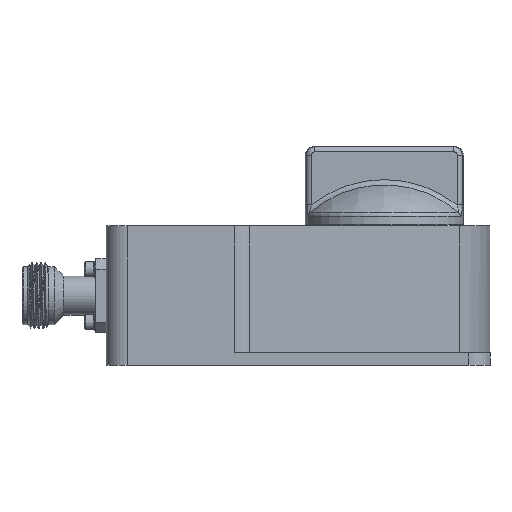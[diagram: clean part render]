
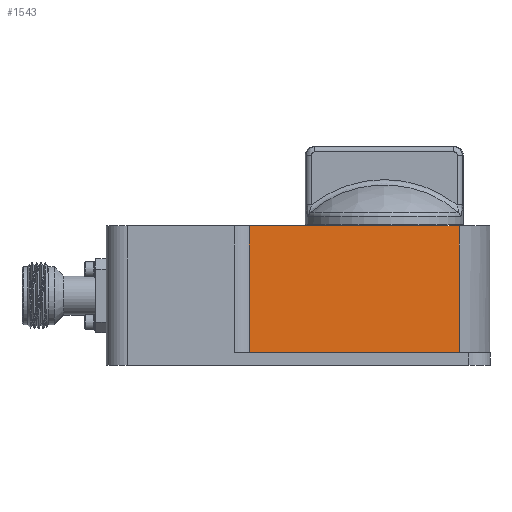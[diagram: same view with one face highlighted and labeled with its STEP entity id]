
A CAD part, left-side view. The second image highlights one B-rep face of the part: STEP entity #1543.
In plain terms, the highlighted planar face has unit normal (-0.707, -0.707, 0).
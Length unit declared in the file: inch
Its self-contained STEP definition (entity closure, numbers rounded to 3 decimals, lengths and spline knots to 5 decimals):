
#442 = VECTOR ( 'NONE', #7482, 39.37008 ) ;
#805 = ORIENTED_EDGE ( 'NONE', *, *, #27626, .T. ) ;
#1543 = ADVANCED_FACE ( 'NONE', ( #43074 ), #33880, .F. ) ;
#4679 = VERTEX_POINT ( 'NONE', #40003 ) ;
#5899 = VERTEX_POINT ( 'NONE', #15322 ) ;
#7482 = DIRECTION ( 'NONE',  ( -0.707, 0.707, 0. ) ) ;
#7676 = AXIS2_PLACEMENT_3D ( 'NONE', #41112, #19624, #44717 ) ;
#14393 = LINE ( 'NONE', #28782, #442 ) ;
#15322 = CARTESIAN_POINT ( 'NONE',  ( -0.70711, -1.52211, -1.2 ) ) ;
#19624 = DIRECTION ( 'NONE',  ( 0.707, 0.707, 0. ) ) ;
#21212 = CARTESIAN_POINT ( 'NONE',  ( -0.70711, -1.52211, -9.31383 ) ) ;
#22787 = VERTEX_POINT ( 'NONE', #24872 ) ;
#23770 = VERTEX_POINT ( 'NONE', #23804 ) ;
#23804 = CARTESIAN_POINT ( 'NONE',  ( -2.69142, 0.46221, 0. ) ) ;
#24112 = VECTOR ( 'NONE', #42820, 39.37008 ) ;
#24801 = CARTESIAN_POINT ( 'NONE',  ( -2.69142, 0.46221, -1.2 ) ) ;
#24872 = CARTESIAN_POINT ( 'NONE',  ( -0.70711, -1.52211, 0. ) ) ;
#25536 = EDGE_CURVE ( 'NONE', #5899, #4679, #38162, .T. ) ;
#27626 = EDGE_CURVE ( 'NONE', #22787, #23770, #14393, .T. ) ;
#27699 = ORIENTED_EDGE ( 'NONE', *, *, #25536, .F. ) ;
#27928 = DIRECTION ( 'NONE',  ( 0., 0., -1. ) ) ;
#28042 = VECTOR ( 'NONE', #27928, 39.37008 ) ;
#28543 = ORIENTED_EDGE ( 'NONE', *, *, #45910, .T. ) ;
#28782 = CARTESIAN_POINT ( 'NONE',  ( -1.11461, -1.11461, 0. ) ) ;
#31986 = DIRECTION ( 'NONE',  ( 0., 0., 1. ) ) ;
#32299 = CARTESIAN_POINT ( 'NONE',  ( -1.11461, -1.11461, -1.2 ) ) ;
#33880 = PLANE ( 'NONE',  #7676 ) ;
#34845 = LINE ( 'NONE', #21212, #38802 ) ;
#36845 = EDGE_CURVE ( 'NONE', #5899, #22787, #34845, .T. ) ;
#37047 = EDGE_LOOP ( 'NONE', ( #805, #28543, #27699, #39130 ) ) ;
#38162 = LINE ( 'NONE', #32299, #24112 ) ;
#38802 = VECTOR ( 'NONE', #31986, 39.37008 ) ;
#39130 = ORIENTED_EDGE ( 'NONE', *, *, #36845, .T. ) ;
#40003 = CARTESIAN_POINT ( 'NONE',  ( -2.69142, 0.46221, -1.2 ) ) ;
#41112 = CARTESIAN_POINT ( 'NONE',  ( -1.11461, -1.11461, -9.31383 ) ) ;
#41615 = LINE ( 'NONE', #24801, #28042 ) ;
#42820 = DIRECTION ( 'NONE',  ( -0.707, 0.707, 0. ) ) ;
#43074 = FACE_OUTER_BOUND ( 'NONE', #37047, .T. ) ;
#44717 = DIRECTION ( 'NONE',  ( -0.707, 0.707, 0. ) ) ;
#45910 = EDGE_CURVE ( 'NONE', #23770, #4679, #41615, .T. ) ;
